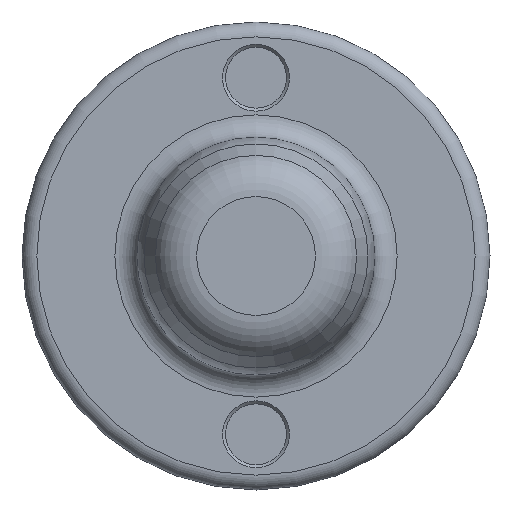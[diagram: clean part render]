
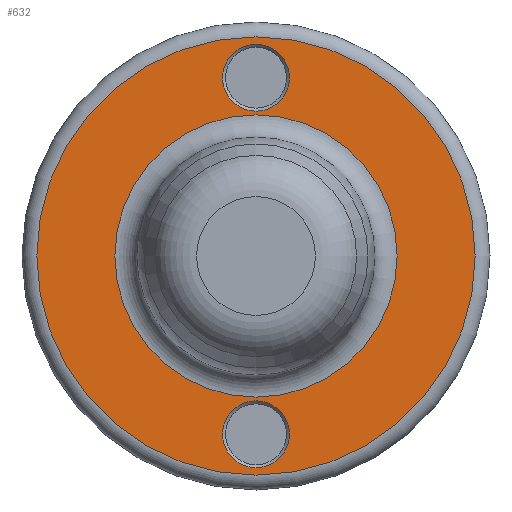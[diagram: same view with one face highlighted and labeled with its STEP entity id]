
A CAD part, front view. The second image highlights one B-rep face of the part: STEP entity #632.
In plain terms, the highlighted planar face has unit normal (0, -1, 0).
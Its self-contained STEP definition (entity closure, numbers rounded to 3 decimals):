
#1 = DIRECTION ( 'NONE',  ( 0., 1., 0. ) ) ;
#11 = ORIENTED_EDGE ( 'NONE', *, *, #381, .F. ) ;
#19 = ORIENTED_EDGE ( 'NONE', *, *, #359, .T. ) ;
#39 = DIRECTION ( 'NONE',  ( 0., 0., 1. ) ) ;
#52 = CARTESIAN_POINT ( 'NONE',  ( 0., 16.2, 12. ) ) ;
#68 = VERTEX_POINT ( 'NONE', #308 ) ;
#70 = EDGE_CURVE ( 'NONE', #401, #401, #162, .T. ) ;
#96 = FACE_BOUND ( 'NONE', #400, .T. ) ;
#99 = CARTESIAN_POINT ( 'NONE',  ( 0., 16.2, 14.75 ) ) ;
#105 = PLANE ( 'NONE',  #119 ) ;
#106 = CARTESIAN_POINT ( 'NONE',  ( 0., 16.2, 9.5 ) ) ;
#119 = AXIS2_PLACEMENT_3D ( 'NONE', #355, #571, #294 ) ;
#135 = DIRECTION ( 'NONE',  ( 0., 0., 1. ) ) ;
#152 = CIRCLE ( 'NONE', #281, 2.25 ) ;
#154 = EDGE_LOOP ( 'NONE', ( #501 ) ) ;
#161 = EDGE_LOOP ( 'NONE', ( #19 ) ) ;
#162 = CIRCLE ( 'NONE', #509, 14.75 ) ;
#195 = CARTESIAN_POINT ( 'NONE',  ( 0., 16.2, -12. ) ) ;
#219 = CARTESIAN_POINT ( 'NONE',  ( 0., 16.2, 9.75 ) ) ;
#241 = CARTESIAN_POINT ( 'NONE',  ( 0., 16.2, 0. ) ) ;
#261 = VERTEX_POINT ( 'NONE', #106 ) ;
#281 = AXIS2_PLACEMENT_3D ( 'NONE', #195, #512, #335 ) ;
#294 = DIRECTION ( 'NONE',  ( 0., 0., -1. ) ) ;
#298 = FACE_BOUND ( 'NONE', #161, .T. ) ;
#308 = CARTESIAN_POINT ( 'NONE',  ( 0., 16.2, -14.25 ) ) ;
#321 = DIRECTION ( 'NONE',  ( 0., 0., -1. ) ) ;
#335 = DIRECTION ( 'NONE',  ( 0., 0., -1. ) ) ;
#340 = CARTESIAN_POINT ( 'NONE',  ( 0., 16.2, 0. ) ) ;
#350 = FACE_BOUND ( 'NONE', #362, .T. ) ;
#355 = CARTESIAN_POINT ( 'NONE',  ( -14.75, 16.2, 0. ) ) ;
#359 = EDGE_CURVE ( 'NONE', #261, #261, #394, .T. ) ;
#362 = EDGE_LOOP ( 'NONE', ( #11 ) ) ;
#381 = EDGE_CURVE ( 'NONE', #68, #68, #152, .T. ) ;
#394 = CIRCLE ( 'NONE', #531, 9.5 ) ;
#400 = EDGE_LOOP ( 'NONE', ( #484 ) ) ;
#401 = VERTEX_POINT ( 'NONE', #99 ) ;
#419 = CIRCLE ( 'NONE', #510, 2.25 ) ;
#424 = VERTEX_POINT ( 'NONE', #219 ) ;
#431 = EDGE_CURVE ( 'NONE', #424, #424, #419, .T. ) ;
#484 = ORIENTED_EDGE ( 'NONE', *, *, #431, .F. ) ;
#501 = ORIENTED_EDGE ( 'NONE', *, *, #70, .F. ) ;
#509 = AXIS2_PLACEMENT_3D ( 'NONE', #241, #523, #135 ) ;
#510 = AXIS2_PLACEMENT_3D ( 'NONE', #52, #591, #321 ) ;
#512 = DIRECTION ( 'NONE',  ( 0., -1., 0. ) ) ;
#523 = DIRECTION ( 'NONE',  ( 0., 1., 0. ) ) ;
#531 = AXIS2_PLACEMENT_3D ( 'NONE', #340, #1, #39 ) ;
#568 = FACE_OUTER_BOUND ( 'NONE', #154, .T. ) ;
#571 = DIRECTION ( 'NONE',  ( 0., -1., 0. ) ) ;
#591 = DIRECTION ( 'NONE',  ( 0., -1., 0. ) ) ;
#632 = ADVANCED_FACE ( 'NONE', ( #350, #568, #298, #96 ), #105, .T. ) ;
